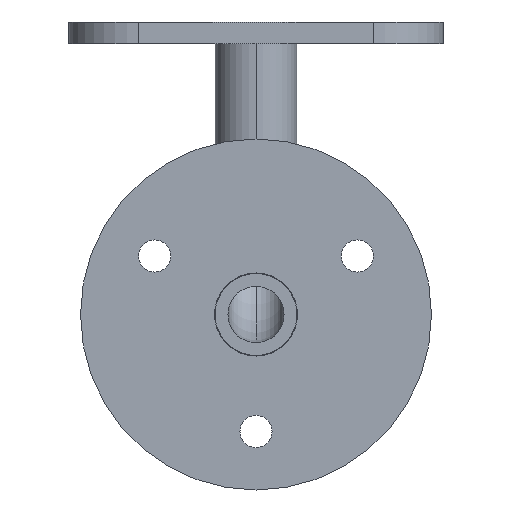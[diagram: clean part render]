
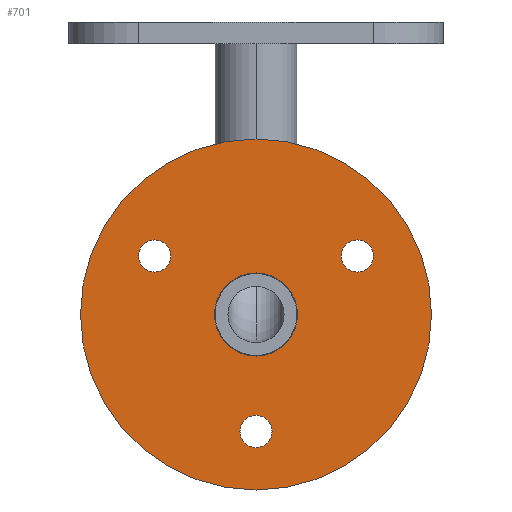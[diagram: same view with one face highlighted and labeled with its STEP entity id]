
A CAD part, front view. The second image highlights one B-rep face of the part: STEP entity #701.
In plain terms, the highlighted face is planar.
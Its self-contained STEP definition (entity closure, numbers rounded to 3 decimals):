
#3 = AXIS2_PLACEMENT_3D ( 'NONE', #1861, #572, #1205 ) ;
#64 = DIRECTION ( 'NONE',  ( 1., 0., 0. ) ) ;
#111 = AXIS2_PLACEMENT_3D ( 'NONE', #1240, #1248, #1872 ) ;
#141 = CARTESIAN_POINT ( 'NONE',  ( -17.321, 10., 0. ) ) ;
#142 = DIRECTION ( 'NONE',  ( 1., 0., 0. ) ) ;
#145 = AXIS2_PLACEMENT_3D ( 'NONE', #395, #887, #1820 ) ;
#151 = DIRECTION ( 'NONE',  ( 1., 0., 0. ) ) ;
#235 = CARTESIAN_POINT ( 'NONE',  ( 0., 0., 0. ) ) ;
#263 = ORIENTED_EDGE ( 'NONE', *, *, #928, .T. ) ;
#277 = CIRCLE ( 'NONE', #1652, 7.1 ) ;
#306 = CARTESIAN_POINT ( 'NONE',  ( 30., 0., 0. ) ) ;
#367 = AXIS2_PLACEMENT_3D ( 'NONE', #1068, #1701, #64 ) ;
#382 = EDGE_CURVE ( 'NONE', #913, #1483, #1555, .T. ) ;
#395 = CARTESIAN_POINT ( 'NONE',  ( 0., 0., 0. ) ) ;
#405 = CIRCLE ( 'NONE', #367, 2.75 ) ;
#500 = ORIENTED_EDGE ( 'NONE', *, *, #1462, .T. ) ;
#557 = CIRCLE ( 'NONE', #3, 2.75 ) ;
#564 = FACE_BOUND ( 'NONE', #1389, .T. ) ;
#565 = DIRECTION ( 'NONE',  ( 1., 0., 0. ) ) ;
#572 = DIRECTION ( 'NONE',  ( 0., 0., 1. ) ) ;
#613 = DIRECTION ( 'NONE',  ( 1., 0., 0. ) ) ;
#616 = ORIENTED_EDGE ( 'NONE', *, *, #1580, .T. ) ;
#630 = CARTESIAN_POINT ( 'NONE',  ( 0., 0., 0. ) ) ;
#639 = DIRECTION ( 'NONE',  ( 0., 0., 1. ) ) ;
#642 = CARTESIAN_POINT ( 'NONE',  ( -7.1, 0., 0. ) ) ;
#654 = ORIENTED_EDGE ( 'NONE', *, *, #951, .T. ) ;
#664 = CIRCLE ( 'NONE', #1552, 7.1 ) ;
#701 = ADVANCED_FACE ( 'NONE', ( #1214, #2001, #1058, #1991, #564 ), #1362, .F. ) ;
#719 = ORIENTED_EDGE ( 'NONE', *, *, #765, .F. ) ;
#765 = EDGE_CURVE ( 'NONE', #1483, #913, #1492, .T. ) ;
#776 = EDGE_CURVE ( 'NONE', #1687, #1143, #664, .T. ) ;
#812 = CARTESIAN_POINT ( 'NONE',  ( -14.571, 10., 0. ) ) ;
#868 = AXIS2_PLACEMENT_3D ( 'NONE', #235, #1202, #1047 ) ;
#887 = DIRECTION ( 'NONE',  ( 0., 0., 1. ) ) ;
#913 = VERTEX_POINT ( 'NONE', #306 ) ;
#928 = EDGE_CURVE ( 'NONE', #1244, #939, #1700, .T. ) ;
#939 = VERTEX_POINT ( 'NONE', #812 ) ;
#951 = EDGE_CURVE ( 'NONE', #2042, #1034, #1340, .T. ) ;
#972 = AXIS2_PLACEMENT_3D ( 'NONE', #141, #639, #2038 ) ;
#1020 = CIRCLE ( 'NONE', #1387, 2.75 ) ;
#1029 = CARTESIAN_POINT ( 'NONE',  ( -30., 0., 0. ) ) ;
#1034 = VERTEX_POINT ( 'NONE', #1443 ) ;
#1047 = DIRECTION ( 'NONE',  ( 1., 0., 0. ) ) ;
#1058 = FACE_BOUND ( 'NONE', #1989, .T. ) ;
#1068 = CARTESIAN_POINT ( 'NONE',  ( -17.321, 10., 0. ) ) ;
#1082 = EDGE_LOOP ( 'NONE', ( #1667, #616 ) ) ;
#1084 = DIRECTION ( 'NONE',  ( 0., 0., 1. ) ) ;
#1109 = ORIENTED_EDGE ( 'NONE', *, *, #1686, .T. ) ;
#1112 = EDGE_LOOP ( 'NONE', ( #719, #1523 ) ) ;
#1114 = CIRCLE ( 'NONE', #1322, 2.75 ) ;
#1143 = VERTEX_POINT ( 'NONE', #1834 ) ;
#1146 = CARTESIAN_POINT ( 'NONE',  ( 17.321, 10., 0. ) ) ;
#1180 = CARTESIAN_POINT ( 'NONE',  ( 14.571, 10., 0. ) ) ;
#1202 = DIRECTION ( 'NONE',  ( 0., 0., 1. ) ) ;
#1205 = DIRECTION ( 'NONE',  ( 1., 0., 0. ) ) ;
#1211 = CARTESIAN_POINT ( 'NONE',  ( -20.071, 10., 0. ) ) ;
#1214 = FACE_BOUND ( 'NONE', #1082, .T. ) ;
#1227 = CARTESIAN_POINT ( 'NONE',  ( 0., -20., 0. ) ) ;
#1240 = CARTESIAN_POINT ( 'NONE',  ( 0., 0., 0. ) ) ;
#1244 = VERTEX_POINT ( 'NONE', #1211 ) ;
#1248 = DIRECTION ( 'NONE',  ( 0., 0., 1. ) ) ;
#1263 = CARTESIAN_POINT ( 'NONE',  ( 2.75, -20., 0. ) ) ;
#1288 = EDGE_LOOP ( 'NONE', ( #1620, #654 ) ) ;
#1322 = AXIS2_PLACEMENT_3D ( 'NONE', #1886, #1583, #142 ) ;
#1340 = CIRCLE ( 'NONE', #1937, 2.75 ) ;
#1354 = DIRECTION ( 'NONE',  ( 0., 0., 1. ) ) ;
#1362 = PLANE ( 'NONE',  #145 ) ;
#1387 = AXIS2_PLACEMENT_3D ( 'NONE', #1227, #1354, #565 ) ;
#1389 = EDGE_LOOP ( 'NONE', ( #1400, #1109 ) ) ;
#1400 = ORIENTED_EDGE ( 'NONE', *, *, #776, .T. ) ;
#1443 = CARTESIAN_POINT ( 'NONE',  ( 20.071, 10., 0. ) ) ;
#1462 = EDGE_CURVE ( 'NONE', #939, #1244, #405, .T. ) ;
#1478 = CARTESIAN_POINT ( 'NONE',  ( -2.75, -20., 0. ) ) ;
#1483 = VERTEX_POINT ( 'NONE', #1029 ) ;
#1492 = CIRCLE ( 'NONE', #868, 30. ) ;
#1520 = EDGE_CURVE ( 'NONE', #1689, #1833, #557, .T. ) ;
#1523 = ORIENTED_EDGE ( 'NONE', *, *, #382, .F. ) ;
#1546 = CARTESIAN_POINT ( 'NONE',  ( 0., 0., 0. ) ) ;
#1552 = AXIS2_PLACEMENT_3D ( 'NONE', #1546, #1885, #613 ) ;
#1555 = CIRCLE ( 'NONE', #111, 30. ) ;
#1580 = EDGE_CURVE ( 'NONE', #1833, #1689, #1020, .T. ) ;
#1583 = DIRECTION ( 'NONE',  ( 0., 0., 1. ) ) ;
#1620 = ORIENTED_EDGE ( 'NONE', *, *, #1727, .T. ) ;
#1652 = AXIS2_PLACEMENT_3D ( 'NONE', #630, #1084, #2057 ) ;
#1667 = ORIENTED_EDGE ( 'NONE', *, *, #1520, .T. ) ;
#1686 = EDGE_CURVE ( 'NONE', #1143, #1687, #277, .T. ) ;
#1687 = VERTEX_POINT ( 'NONE', #642 ) ;
#1689 = VERTEX_POINT ( 'NONE', #1263 ) ;
#1700 = CIRCLE ( 'NONE', #972, 2.75 ) ;
#1701 = DIRECTION ( 'NONE',  ( 0., 0., 1. ) ) ;
#1727 = EDGE_CURVE ( 'NONE', #1034, #2042, #1114, .T. ) ;
#1783 = DIRECTION ( 'NONE',  ( 0., 0., 1. ) ) ;
#1820 = DIRECTION ( 'NONE',  ( 1., 0., 0. ) ) ;
#1833 = VERTEX_POINT ( 'NONE', #1478 ) ;
#1834 = CARTESIAN_POINT ( 'NONE',  ( 7.1, 0., 0. ) ) ;
#1861 = CARTESIAN_POINT ( 'NONE',  ( 0., -20., 0. ) ) ;
#1872 = DIRECTION ( 'NONE',  ( 1., 0., 0. ) ) ;
#1885 = DIRECTION ( 'NONE',  ( 0., 0., 1. ) ) ;
#1886 = CARTESIAN_POINT ( 'NONE',  ( 17.321, 10., 0. ) ) ;
#1937 = AXIS2_PLACEMENT_3D ( 'NONE', #1146, #1783, #151 ) ;
#1989 = EDGE_LOOP ( 'NONE', ( #500, #263 ) ) ;
#1991 = FACE_OUTER_BOUND ( 'NONE', #1112, .T. ) ;
#2001 = FACE_BOUND ( 'NONE', #1288, .T. ) ;
#2038 = DIRECTION ( 'NONE',  ( 1., 0., 0. ) ) ;
#2042 = VERTEX_POINT ( 'NONE', #1180 ) ;
#2057 = DIRECTION ( 'NONE',  ( 1., 0., 0. ) ) ;
